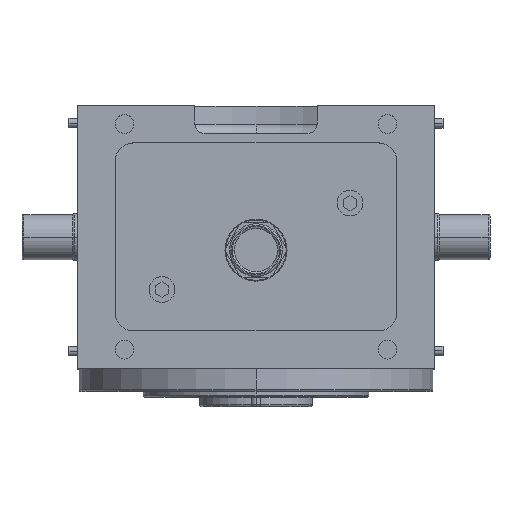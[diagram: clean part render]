
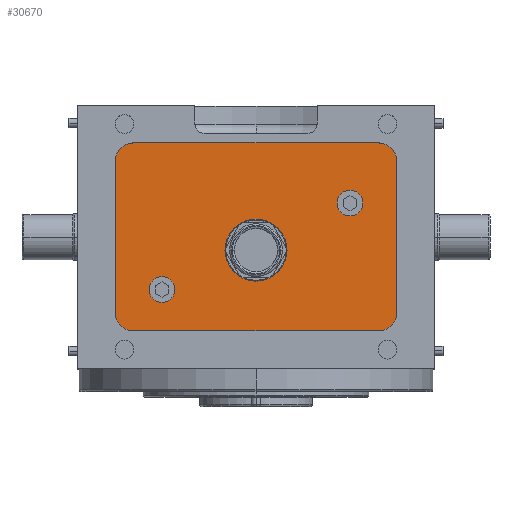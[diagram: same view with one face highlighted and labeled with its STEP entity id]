
A CAD part, top view. The second image highlights one B-rep face of the part: STEP entity #30670.
In plain terms, the highlighted planar face has unit normal (0, 0, 1).
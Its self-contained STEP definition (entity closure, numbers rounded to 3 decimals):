
#125 = CIRCLE ( 'NONE', #33206, 16.5 ) ;
#436 = DIRECTION ( 'NONE',  ( 0., 0., 1. ) ) ;
#742 = CARTESIAN_POINT ( 'NONE',  ( 56.85, 18., 140. ) ) ;
#792 = AXIS2_PLACEMENT_3D ( 'NONE', #3664, #21843, #28046 ) ;
#875 = DIRECTION ( 'NONE',  ( 1., 0., 0. ) ) ;
#1073 = DIRECTION ( 'NONE',  ( 1., 0., 0. ) ) ;
#1489 = CARTESIAN_POINT ( 'NONE',  ( -65., -50., 140. ) ) ;
#1630 = FACE_BOUND ( 'NONE', #40783, .T. ) ;
#1650 = ORIENTED_EDGE ( 'NONE', *, *, #29016, .T. ) ;
#2130 = DIRECTION ( 'NONE',  ( 0., 0., 1. ) ) ;
#2465 = LINE ( 'NONE', #33810, #31021 ) ;
#2466 = AXIS2_PLACEMENT_3D ( 'NONE', #38403, #18161, #28227 ) ;
#2708 = CARTESIAN_POINT ( 'NONE',  ( 65., 40., 140. ) ) ;
#2769 = CIRCLE ( 'NONE', #40551, 16.5 ) ;
#3204 = VECTOR ( 'NONE', #9225, 1000. ) ;
#3664 = CARTESIAN_POINT ( 'NONE',  ( 50., 18., 140. ) ) ;
#4331 = VERTEX_POINT ( 'NONE', #742 ) ;
#4831 = VERTEX_POINT ( 'NONE', #21419 ) ;
#5231 = CARTESIAN_POINT ( 'NONE',  ( -50., -28., 140. ) ) ;
#5630 = DIRECTION ( 'NONE',  ( 0., 0., 1. ) ) ;
#7204 = EDGE_CURVE ( 'NONE', #4831, #25929, #2465, .T. ) ;
#7243 = VERTEX_POINT ( 'NONE', #20664 ) ;
#8043 = VERTEX_POINT ( 'NONE', #41523 ) ;
#8058 = VERTEX_POINT ( 'NONE', #40967 ) ;
#8106 = CIRCLE ( 'NONE', #9696, 10. ) ;
#8635 = CARTESIAN_POINT ( 'NONE',  ( -50., -28., 140. ) ) ;
#8704 = LINE ( 'NONE', #21348, #24563 ) ;
#8963 = DIRECTION ( 'NONE',  ( 1., 0., 0. ) ) ;
#9031 = ORIENTED_EDGE ( 'NONE', *, *, #41337, .F. ) ;
#9225 = DIRECTION ( 'NONE',  ( -1., 0., 0. ) ) ;
#9260 = DIRECTION ( 'NONE',  ( 0., 0., 1. ) ) ;
#9546 = CIRCLE ( 'NONE', #25046, 6.85 ) ;
#9696 = AXIS2_PLACEMENT_3D ( 'NONE', #37847, #17729, #17585 ) ;
#9965 = CARTESIAN_POINT ( 'NONE',  ( -56.85, -28., 140. ) ) ;
#10296 = LINE ( 'NONE', #30721, #11346 ) ;
#11104 = LINE ( 'NONE', #33034, #3204 ) ;
#11346 = VECTOR ( 'NONE', #17229, 1000. ) ;
#12467 = ORIENTED_EDGE ( 'NONE', *, *, #39653, .F. ) ;
#12584 = CARTESIAN_POINT ( 'NONE',  ( 65., -50., 140. ) ) ;
#13318 = EDGE_CURVE ( 'NONE', #8058, #8043, #11104, .T. ) ;
#14905 = DIRECTION ( 'NONE',  ( 0., 0., 1. ) ) ;
#15370 = CIRCLE ( 'NONE', #19917, 10. ) ;
#15791 = EDGE_CURVE ( 'NONE', #20489, #18288, #8704, .T. ) ;
#16123 = PLANE ( 'NONE',  #29571 ) ;
#16287 = CARTESIAN_POINT ( 'NONE',  ( -75., -40., 140. ) ) ;
#16676 = ORIENTED_EDGE ( 'NONE', *, *, #36703, .F. ) ;
#16774 = ORIENTED_EDGE ( 'NONE', *, *, #29553, .F. ) ;
#16951 = DIRECTION ( 'NONE',  ( 0., 1., 0. ) ) ;
#16956 = VERTEX_POINT ( 'NONE', #9965 ) ;
#17229 = DIRECTION ( 'NONE',  ( 1., 0., 0. ) ) ;
#17585 = DIRECTION ( 'NONE',  ( 1., 0., 0. ) ) ;
#17729 = DIRECTION ( 'NONE',  ( 0., 0., 1. ) ) ;
#18161 = DIRECTION ( 'NONE',  ( 0., 0., 1. ) ) ;
#18212 = DIRECTION ( 'NONE',  ( 0., -1., 0. ) ) ;
#18251 = CIRCLE ( 'NONE', #28291, 6.85 ) ;
#18288 = VERTEX_POINT ( 'NONE', #16287 ) ;
#18522 = FACE_BOUND ( 'NONE', #40790, .T. ) ;
#18535 = VERTEX_POINT ( 'NONE', #37873 ) ;
#18972 = DIRECTION ( 'NONE',  ( 0., 0., 1. ) ) ;
#19136 = VERTEX_POINT ( 'NONE', #1489 ) ;
#19917 = AXIS2_PLACEMENT_3D ( 'NONE', #35347, #14905, #1073 ) ;
#19953 = VERTEX_POINT ( 'NONE', #40515 ) ;
#20270 = DIRECTION ( 'NONE',  ( 0., 0., 1. ) ) ;
#20489 = VERTEX_POINT ( 'NONE', #21210 ) ;
#20664 = CARTESIAN_POINT ( 'NONE',  ( -16.5, -7., 140. ) ) ;
#21210 = CARTESIAN_POINT ( 'NONE',  ( -75., 40., 140. ) ) ;
#21348 = CARTESIAN_POINT ( 'NONE',  ( -75., -40., 140. ) ) ;
#21419 = CARTESIAN_POINT ( 'NONE',  ( 75., -40., 140. ) ) ;
#21592 = ORIENTED_EDGE ( 'NONE', *, *, #22779, .T. ) ;
#21821 = EDGE_LOOP ( 'NONE', ( #36361, #23929, #1650, #24060, #21592, #41747, #38279, #25120 ) ) ;
#21843 = DIRECTION ( 'NONE',  ( 0., 0., 1. ) ) ;
#22074 = CARTESIAN_POINT ( 'NONE',  ( -65., 40., 140. ) ) ;
#22223 = DIRECTION ( 'NONE',  ( 0., 0., 1. ) ) ;
#22707 = CARTESIAN_POINT ( 'NONE',  ( 75., 40., 140. ) ) ;
#22779 = EDGE_CURVE ( 'NONE', #18288, #19136, #15370, .T. ) ;
#23007 = ORIENTED_EDGE ( 'NONE', *, *, #39011, .F. ) ;
#23365 = DIRECTION ( 'NONE',  ( 1., 0., 0. ) ) ;
#23929 = ORIENTED_EDGE ( 'NONE', *, *, #13318, .T. ) ;
#24060 = ORIENTED_EDGE ( 'NONE', *, *, #15791, .T. ) ;
#24563 = VECTOR ( 'NONE', #18212, 1000. ) ;
#25046 = AXIS2_PLACEMENT_3D ( 'NONE', #5231, #2130, #28719 ) ;
#25120 = ORIENTED_EDGE ( 'NONE', *, *, #7204, .T. ) ;
#25359 = AXIS2_PLACEMENT_3D ( 'NONE', #40181, #20270, #23365 ) ;
#25604 = DIRECTION ( 'NONE',  ( 1., 0., 0. ) ) ;
#25929 = VERTEX_POINT ( 'NONE', #22707 ) ;
#25989 = CARTESIAN_POINT ( 'NONE',  ( 0., -7., 140. ) ) ;
#28046 = DIRECTION ( 'NONE',  ( 1., 0., 0. ) ) ;
#28227 = DIRECTION ( 'NONE',  ( 1., 0., 0. ) ) ;
#28291 = AXIS2_PLACEMENT_3D ( 'NONE', #8635, #18972, #42002 ) ;
#28719 = DIRECTION ( 'NONE',  ( 1., 0., 0. ) ) ;
#29016 = EDGE_CURVE ( 'NONE', #8043, #20489, #29363, .T. ) ;
#29363 = CIRCLE ( 'NONE', #38548, 10. ) ;
#29381 = EDGE_CURVE ( 'NONE', #25929, #8058, #8106, .T. ) ;
#29553 = EDGE_CURVE ( 'NONE', #7243, #30303, #2769, .T. ) ;
#29571 = AXIS2_PLACEMENT_3D ( 'NONE', #2708, #436, #875 ) ;
#30007 = CIRCLE ( 'NONE', #792, 6.85 ) ;
#30298 = ORIENTED_EDGE ( 'NONE', *, *, #37541, .F. ) ;
#30303 = VERTEX_POINT ( 'NONE', #38340 ) ;
#30670 = ADVANCED_FACE ( 'NONE', ( #31764, #18522, #1630, #36514 ), #16123, .T. ) ;
#30721 = CARTESIAN_POINT ( 'NONE',  ( 65., -50., 140. ) ) ;
#31021 = VECTOR ( 'NONE', #16951, 1000. ) ;
#31764 = FACE_OUTER_BOUND ( 'NONE', #21821, .T. ) ;
#32786 = DIRECTION ( 'NONE',  ( 1., 0., 0. ) ) ;
#33034 = CARTESIAN_POINT ( 'NONE',  ( 65., 50., 140. ) ) ;
#33206 = AXIS2_PLACEMENT_3D ( 'NONE', #35757, #9260, #8963 ) ;
#33212 = EDGE_LOOP ( 'NONE', ( #30298, #9031 ) ) ;
#33810 = CARTESIAN_POINT ( 'NONE',  ( 75., -40., 140. ) ) ;
#34456 = EDGE_CURVE ( 'NONE', #19136, #41449, #10296, .T. ) ;
#35347 = CARTESIAN_POINT ( 'NONE',  ( -65., -40., 140. ) ) ;
#35757 = CARTESIAN_POINT ( 'NONE',  ( 0., -7., 140. ) ) ;
#36361 = ORIENTED_EDGE ( 'NONE', *, *, #29381, .T. ) ;
#36514 = FACE_BOUND ( 'NONE', #33212, .T. ) ;
#36703 = EDGE_CURVE ( 'NONE', #30303, #7243, #125, .T. ) ;
#37541 = EDGE_CURVE ( 'NONE', #19953, #16956, #9546, .T. ) ;
#37847 = CARTESIAN_POINT ( 'NONE',  ( 65., 40., 140. ) ) ;
#37873 = CARTESIAN_POINT ( 'NONE',  ( 43.15, 18., 140. ) ) ;
#38279 = ORIENTED_EDGE ( 'NONE', *, *, #39163, .T. ) ;
#38340 = CARTESIAN_POINT ( 'NONE',  ( 16.5, -7., 140. ) ) ;
#38403 = CARTESIAN_POINT ( 'NONE',  ( 65., -40., 140. ) ) ;
#38548 = AXIS2_PLACEMENT_3D ( 'NONE', #22074, #22223, #25604 ) ;
#39011 = EDGE_CURVE ( 'NONE', #4331, #18535, #43245, .T. ) ;
#39163 = EDGE_CURVE ( 'NONE', #41449, #4831, #43745, .T. ) ;
#39653 = EDGE_CURVE ( 'NONE', #18535, #4331, #30007, .T. ) ;
#40181 = CARTESIAN_POINT ( 'NONE',  ( 50., 18., 140. ) ) ;
#40515 = CARTESIAN_POINT ( 'NONE',  ( -43.15, -28., 140. ) ) ;
#40551 = AXIS2_PLACEMENT_3D ( 'NONE', #25989, #5630, #32786 ) ;
#40783 = EDGE_LOOP ( 'NONE', ( #23007, #12467 ) ) ;
#40790 = EDGE_LOOP ( 'NONE', ( #16676, #16774 ) ) ;
#40967 = CARTESIAN_POINT ( 'NONE',  ( 65., 50., 140. ) ) ;
#41337 = EDGE_CURVE ( 'NONE', #16956, #19953, #18251, .T. ) ;
#41449 = VERTEX_POINT ( 'NONE', #12584 ) ;
#41523 = CARTESIAN_POINT ( 'NONE',  ( -65., 50., 140. ) ) ;
#41747 = ORIENTED_EDGE ( 'NONE', *, *, #34456, .T. ) ;
#42002 = DIRECTION ( 'NONE',  ( 1., 0., 0. ) ) ;
#43245 = CIRCLE ( 'NONE', #25359, 6.85 ) ;
#43745 = CIRCLE ( 'NONE', #2466, 10. ) ;
